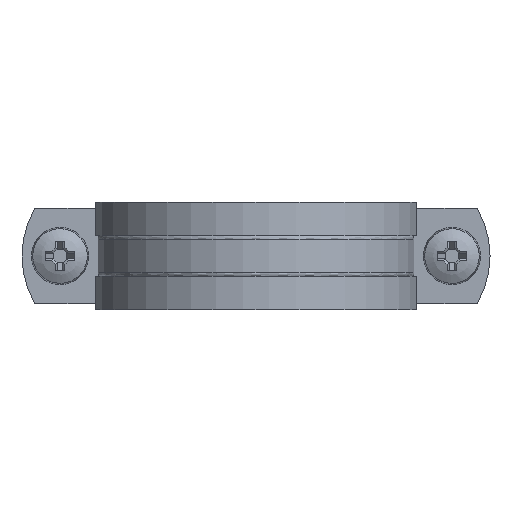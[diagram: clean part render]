
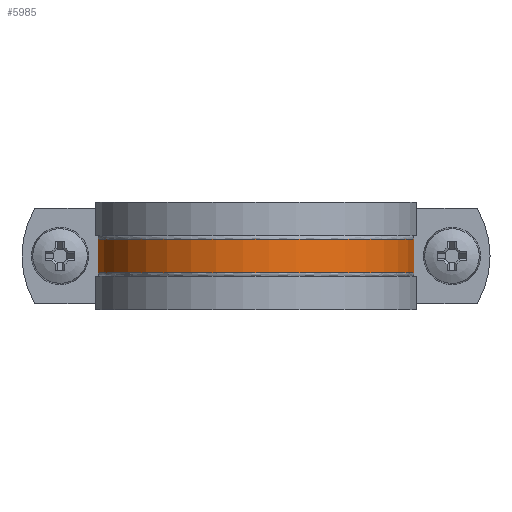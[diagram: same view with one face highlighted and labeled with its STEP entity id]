
A CAD part, front view. The second image highlights one B-rep face of the part: STEP entity #5985.
In plain terms, the highlighted cylindrical face has radius 33.5 mm (diameter 67 mm), a partial arc.
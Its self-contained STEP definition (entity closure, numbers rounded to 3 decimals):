
#5922=CARTESIAN_POINT('',(33.196,-4.5,-3.5));
#5923=VERTEX_POINT('',#5922);
#5933=CARTESIAN_POINT('',(-33.196,-4.5,-3.5));
#5934=VERTEX_POINT('',#5933);
#5935=CARTESIAN_POINT('',(0.0,0.0,-3.5));
#5936=DIRECTION('',(0.0,0.0,-1.0));
#5937=DIRECTION('',(0.,-1.0,0.0));
#5938=AXIS2_PLACEMENT_3D('',#5935,#5936,#5937);
#5939=CIRCLE('',#5938,33.5);
#5940=EDGE_CURVE('',#5923,#5934,#5939,.T.);
#5954=CARTESIAN_POINT('',(0.0,0.0,0.));
#5955=DIRECTION('',(0.0,0.0,1.0));
#5956=DIRECTION('',(0.0,-1.0,0.0));
#5957=AXIS2_PLACEMENT_3D('',#5954,#5955,#5956);
#5958=CYLINDRICAL_SURFACE('',#5957,33.5);
#5959=ORIENTED_EDGE('',*,*,#5940,.F.);
#5960=CARTESIAN_POINT('',(33.196,-4.5,3.5));
#5961=VERTEX_POINT('',#5960);
#5962=CARTESIAN_POINT('',(33.196,-4.5,3.5));
#5963=DIRECTION('',(0.0,0.0,-1.0));
#5964=VECTOR('',#5963,7.);
#5965=LINE('',#5962,#5964);
#5966=EDGE_CURVE('',#5961,#5923,#5965,.T.);
#5967=ORIENTED_EDGE('',*,*,#5966,.F.);
#5968=CARTESIAN_POINT('',(-33.196,-4.5,3.5));
#5969=VERTEX_POINT('',#5968);
#5970=CARTESIAN_POINT('',(0.0,0.0,3.5));
#5971=DIRECTION('',(0.0,0.0,1.0));
#5972=DIRECTION('',(0.,-1.0,0.0));
#5973=AXIS2_PLACEMENT_3D('',#5970,#5971,#5972);
#5974=CIRCLE('',#5973,33.5);
#5975=EDGE_CURVE('',#5969,#5961,#5974,.T.);
#5976=ORIENTED_EDGE('',*,*,#5975,.F.);
#5977=CARTESIAN_POINT('',(-33.196,-4.5,-3.5));
#5978=DIRECTION('',(0.0,0.0,1.0));
#5979=VECTOR('',#5978,7.);
#5980=LINE('',#5977,#5979);
#5981=EDGE_CURVE('',#5934,#5969,#5980,.T.);
#5982=ORIENTED_EDGE('',*,*,#5981,.F.);
#5983=EDGE_LOOP('',(#5959,#5967,#5976,#5982));
#5984=FACE_OUTER_BOUND('',#5983,.T.);
#5985=ADVANCED_FACE('',(#5984),#5958,.T.);
